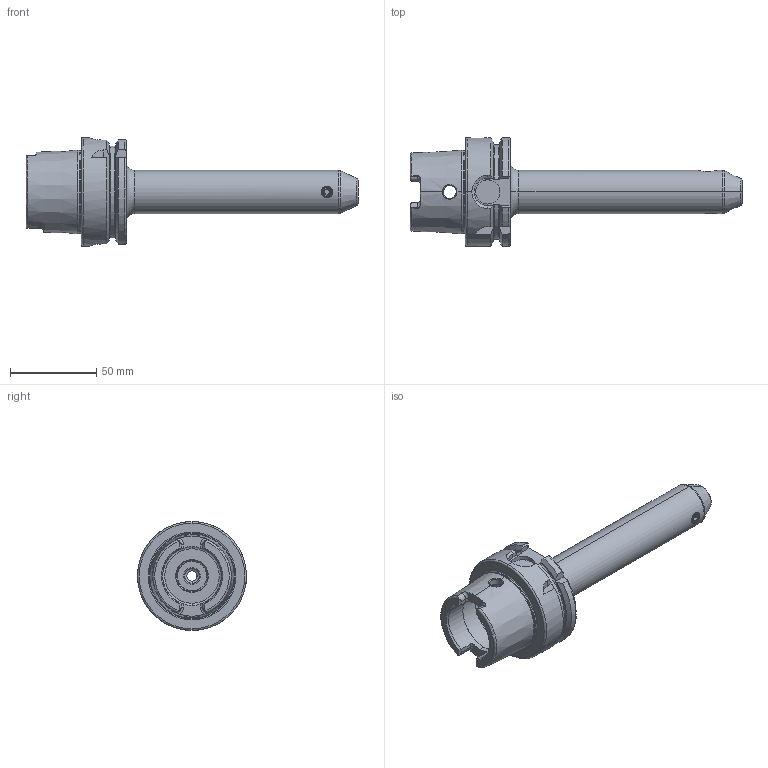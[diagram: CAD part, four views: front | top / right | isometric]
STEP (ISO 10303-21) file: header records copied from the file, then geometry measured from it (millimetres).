
FILE_DESCRIPTION (( 'STEP AP203' ), '1' );
FILE_NAME ('A63.04.06.2.STEP', '2016-11-26T03:34:29', ( '' ), ( '' ), 'SwSTEP 2.0', 'SolidWorks 2012', '' );
FILE_SCHEMA (( 'CONFIG_CONTROL_DESIGN' ));
Length unit declared in the file: millimetre
Products named in the file (3): A63.04.06.2; 側固6_M6x1_10L
Assembly tree (2 placements, depth 2):
  A63.04.06.2
    A63.04.06.2
    側固6_M6x1_10L
Bounding box: 192 x 63 x 63 mm (x, y, z)
Volume: 138409.1 mm3; surface area: 36663.3 mm2
Topology: 2 solids, 2 shells, 269 faces, 716 edges, 455 vertices
Faces by surface type: cylinder 106, plane 64, cone 37, torus 35, bspline 25, sphere 2
Entity records: 24101 total; most frequent: CARTESIAN_POINT 17802, ORIENTED_EDGE 1424, DIRECTION 1067, EDGE_CURVE 712, VERTEX_POINT 455, AXIS2_PLACEMENT_3D 423, EDGE_LOOP 285, ADVANCED_FACE 269
